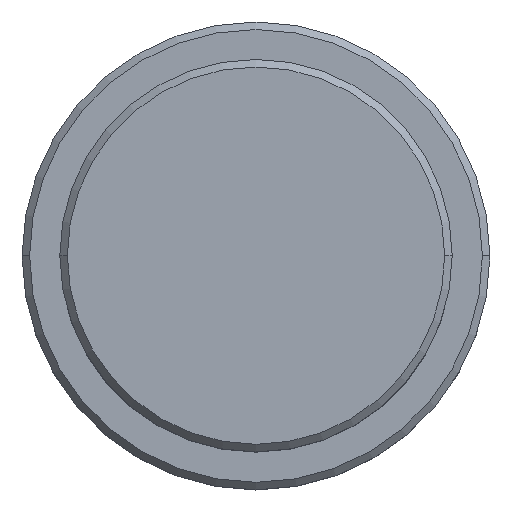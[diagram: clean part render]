
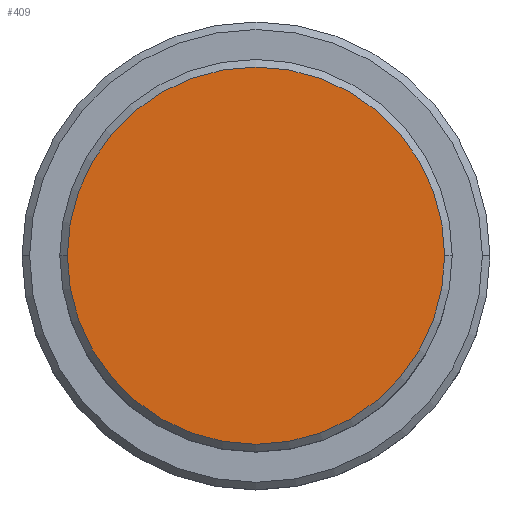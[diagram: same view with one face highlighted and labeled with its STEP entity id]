
A CAD part, top view. The second image highlights one B-rep face of the part: STEP entity #409.
In plain terms, the highlighted planar face has unit normal (0, 0, 1).
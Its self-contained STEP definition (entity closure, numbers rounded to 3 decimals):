
#49 = AXIS2_PLACEMENT_3D ( 'NONE', #434, #321, #640 ) ;
#79 = ORIENTED_EDGE ( 'NONE', *, *, #145, .T. ) ;
#109 = DIRECTION ( 'NONE',  ( 0., 0., 1. ) ) ;
#145 = EDGE_CURVE ( 'NONE', #1114, #656, #291, .T. ) ;
#161 = AXIS2_PLACEMENT_3D ( 'NONE', #744, #109, #200 ) ;
#193 = CARTESIAN_POINT ( 'NONE',  ( 12.5, 0., 0. ) ) ;
#200 = DIRECTION ( 'NONE',  ( 1., 0., 0. ) ) ;
#214 = ORIENTED_EDGE ( 'NONE', *, *, #714, .T. ) ;
#291 = CIRCLE ( 'NONE', #161, 12.5 ) ;
#321 = DIRECTION ( 'NONE',  ( 0., 0., 1. ) ) ;
#409 = ADVANCED_FACE ( 'NONE', ( #1153 ), #799, .T. ) ;
#434 = CARTESIAN_POINT ( 'NONE',  ( 0., 0., 0. ) ) ;
#438 = EDGE_LOOP ( 'NONE', ( #79, #214 ) ) ;
#517 = AXIS2_PLACEMENT_3D ( 'NONE', #576, #1232, #569 ) ;
#569 = DIRECTION ( 'NONE',  ( 1., 0., 0. ) ) ;
#576 = CARTESIAN_POINT ( 'NONE',  ( 0., 0., 0. ) ) ;
#640 = DIRECTION ( 'NONE',  ( 1., 0., 0. ) ) ;
#656 = VERTEX_POINT ( 'NONE', #193 ) ;
#714 = EDGE_CURVE ( 'NONE', #656, #1114, #1172, .T. ) ;
#744 = CARTESIAN_POINT ( 'NONE',  ( 0., 0., 0. ) ) ;
#799 = PLANE ( 'NONE',  #517 ) ;
#1114 = VERTEX_POINT ( 'NONE', #1395 ) ;
#1153 = FACE_OUTER_BOUND ( 'NONE', #438, .T. ) ;
#1172 = CIRCLE ( 'NONE', #49, 12.5 ) ;
#1232 = DIRECTION ( 'NONE',  ( 0., 0., 1. ) ) ;
#1395 = CARTESIAN_POINT ( 'NONE',  ( -12.5, 0., 0. ) ) ;
